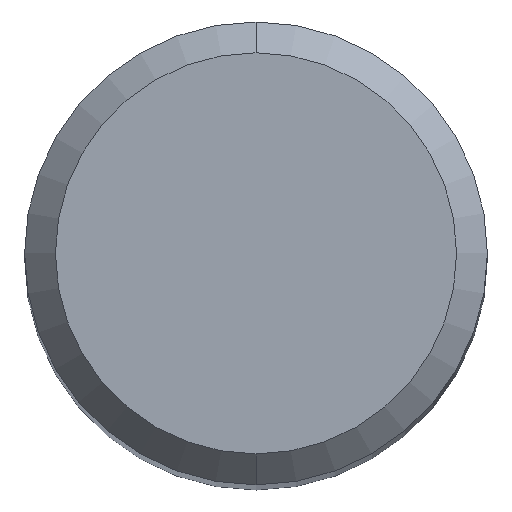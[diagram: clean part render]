
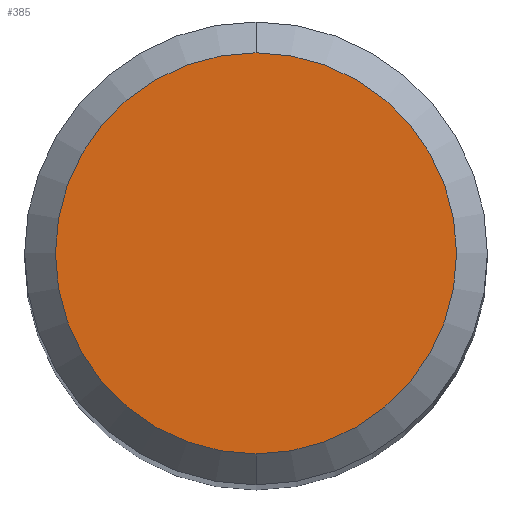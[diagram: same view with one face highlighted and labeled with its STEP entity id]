
A CAD part, top view. The second image highlights one B-rep face of the part: STEP entity #385.
In plain terms, the highlighted planar face has unit normal (0, 0, 1).
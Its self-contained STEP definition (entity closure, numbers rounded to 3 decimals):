
#209=VERTEX_POINT('',#520);
#273=EDGE_CURVE('',#209,#317,#590,.T.);
#317=VERTEX_POINT('',#638);
#349=EDGE_CURVE('',#317,#209,#672,.T.);
#385=ADVANCED_FACE('',(#713),#714,.T.);
#520=CARTESIAN_POINT('',(0.,-2.6,0.0));
#590=CIRCLE('',#1032,2.6);
#638=CARTESIAN_POINT('',(0.0,2.6,0.0));
#672=CIRCLE('',#1156,2.6);
#713=FACE_OUTER_BOUND('',#1264,.T.);
#714=PLANE('',#1265);
#1032=AXIS2_PLACEMENT_3D('',#1577,#1578,#1579);
#1156=AXIS2_PLACEMENT_3D('',#1650,#1651,#1652);
#1264=EDGE_LOOP('',(#1713,#1714));
#1265=AXIS2_PLACEMENT_3D('',#1715,#1716,#1717);
#1577=CARTESIAN_POINT('',(0.0,0.0,0.0));
#1578=DIRECTION('',(0.0,0.0,-1.0));
#1579=DIRECTION('',(0.0,1.0,0.0));
#1650=CARTESIAN_POINT('',(0.0,0.0,0.0));
#1651=DIRECTION('',(0.0,0.0,-1.0));
#1652=DIRECTION('',(0.0,1.0,0.0));
#1713=ORIENTED_EDGE('',*,*,#349,.F.);
#1714=ORIENTED_EDGE('',*,*,#273,.F.);
#1715=CARTESIAN_POINT('',(0.0,1.3,0.0));
#1716=DIRECTION('',(-0.0,0.0,1.0));
#1717=DIRECTION('',(0.0,-1.0,0.0));
